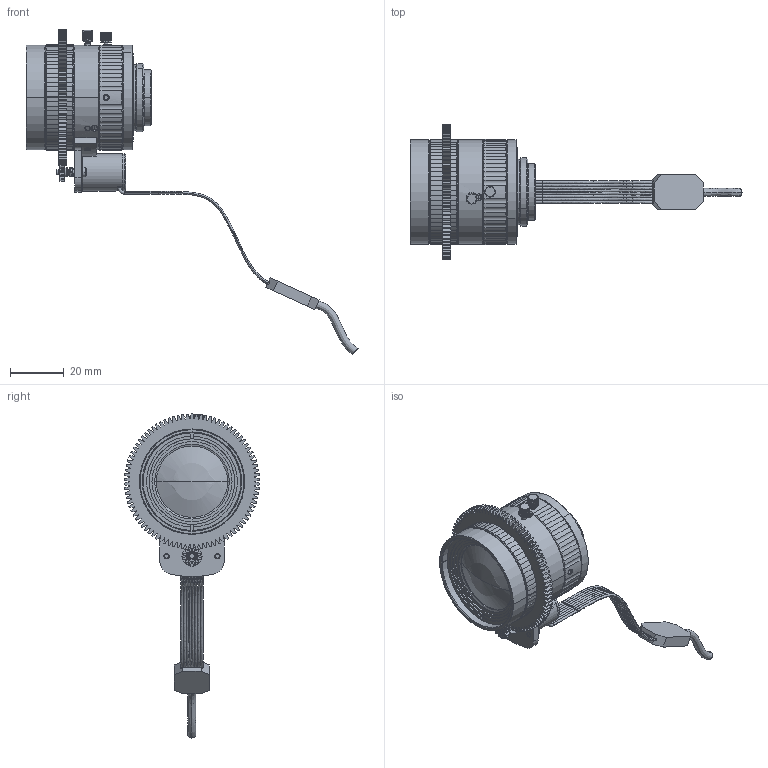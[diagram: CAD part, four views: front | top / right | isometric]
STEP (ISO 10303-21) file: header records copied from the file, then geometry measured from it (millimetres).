
FILE_DESCRIPTION(('FreeCAD Model'),'2;1');
FILE_NAME('Open CASCADE Shape Model','2025-01-21T10:53:47',(''),(''), 'Open CASCADE STEP processor 7.8','FreeCAD','Unknown');
FILE_SCHEMA(('AUTOMOTIVE_DESIGN { 1 0 10303 214 1 1 1 1 }'));
Length unit declared in the file: millimetre
Products named in the file (114): VA-LCM-5MP-8MM-F1.4-015-AF; 505_AF0; COMPOUND002; COMPOUND; COMPOUND001; COMPOUND009; COMPOUND003; COMPOUND004; COMPOUND005; COMPOUND006; COMPOUND007; COMPOUND008; 203_AF0_ASM; 502_AF0; SOLID; COMPOUND017; COMPOUND010; COMPOUND011; COMPOUND012; COMPOUND013; COMPOUND014; COMPOUND015; COMPOUND016; JD20202002_AF0; JD20202002_AF1; 504_AF0; 506_AF0; 201_AF0_ASM; 501_AF0; SOLID001; SHELL; 301_AF0; 511_AF0; SOLID002; SHELL001; 517_AF0; SOLID003; SHELL002; 507_AF0; SOLID004 ...
Assembly tree (116 placements, depth 5):
  VA-LCM-5MP-8MM-F1.4-015-AF
    505_AF0
      COMPOUND002
        COMPOUND
        COMPOUND001
      COMPOUND009
        COMPOUND003
        COMPOUND004
        COMPOUND005
        COMPOUND006
        COMPOUND007
        COMPOUND008
    203_AF0_ASM
      502_AF0
        SOLID
        COMPOUND017
          COMPOUND010
          COMPOUND011
          COMPOUND012
          COMPOUND013
          COMPOUND014
          COMPOUND015
          COMPOUND016
      JD20202002_AF0
      JD20202002_AF1
      504_AF0
    506_AF0
    201_AF0_ASM
      501_AF0
        SOLID001
        SHELL
      301_AF0
      511_AF0
        SOLID002
        SHELL001
    517_AF0
      SOLID003
      SHELL002
    507_AF0
      SOLID004
      COMPOUND024
        COMPOUND018
        COMPOUND019
        COMPOUND020
        COMPOUND021
        COMPOUND022
        COMPOUND023
    M14352501_AF0
    M14352501_AF1
    202_AF0_ASM
      503_AF0
        SOLID005
        COMPOUND027
          COMPOUND025
          COMPOUND026
      310_AF0
      516_AF0
        SOLID006
        SHELL003
    508_AF0
Bounding box: 123.91 x 50.49 x 120.94 mm (x, y, z)
Volume: 19168.8 mm3; surface area: 36756.3 mm2
Topology: 51 solids, 88 shells, 2542 faces, 7092 edges, 4562 vertices
Faces by surface type: cylinder 901, plane 830, cone 370, sphere 120, torus 116, extrusion 105, bspline 100
Entity records: 110630 total; most frequent: CARTESIAN_POINT 50759, ORIENTED_EDGE 12364, DIRECTION 11313, EDGE_CURVE 6268, AXIS2_PLACEMENT_3D 4154, VERTEX_POINT 4110, VECTOR 3005, LINE 2900
